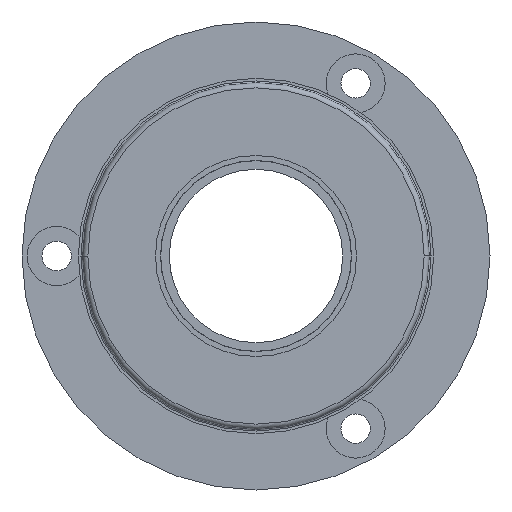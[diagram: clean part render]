
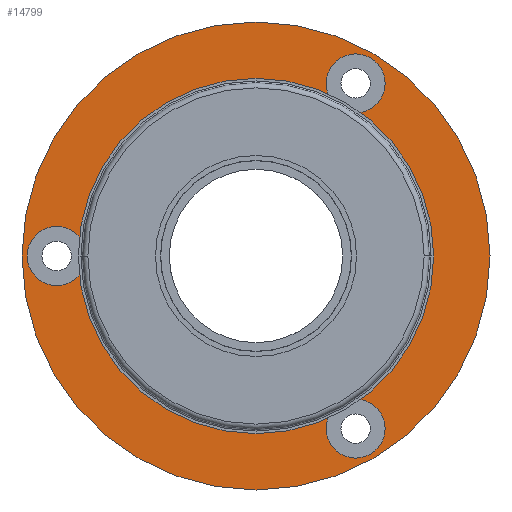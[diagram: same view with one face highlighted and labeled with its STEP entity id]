
A CAD part, left-side view. The second image highlights one B-rep face of the part: STEP entity #14799.
In plain terms, the highlighted planar face has unit normal (-1, 0, 0).
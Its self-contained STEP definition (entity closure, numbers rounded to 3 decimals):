
#1172 = EDGE_LOOP ( 'NONE', ( #15824, #21855 ) ) ;
#1348 = VERTEX_POINT ( 'NONE', #30047 ) ;
#1710 = EDGE_CURVE ( 'NONE', #6285, #18233, #2342, .T. ) ;
#1914 = DIRECTION ( 'NONE',  ( 0., -1., 0. ) ) ;
#1957 = DIRECTION ( 'NONE',  ( 0., 1., 0. ) ) ;
#2113 = PLANE ( 'NONE',  #37083 ) ;
#2123 = DIRECTION ( 'NONE',  ( 0., 1., 0. ) ) ;
#2274 = DIRECTION ( 'NONE',  ( 1., 0., 0. ) ) ;
#2315 = VERTEX_POINT ( 'NONE', #19449 ) ;
#2342 = CIRCLE ( 'NONE', #33486, 1.7 ) ;
#2508 = DIRECTION ( 'NONE',  ( 1., 0., 0. ) ) ;
#3292 = DIRECTION ( 'NONE',  ( 1., 0., 0. ) ) ;
#3330 = DIRECTION ( 'NONE',  ( 0., 1., 0. ) ) ;
#3706 = EDGE_CURVE ( 'NONE', #18233, #6285, #38182, .T. ) ;
#4408 = EDGE_CURVE ( 'NONE', #34005, #2315, #17382, .T. ) ;
#4562 = CARTESIAN_POINT ( 'NONE',  ( 2.8, 11.5, 0. ) ) ;
#5117 = CARTESIAN_POINT ( 'NONE',  ( 2.8, -5.75, 9.959 ) ) ;
#6142 = ORIENTED_EDGE ( 'NONE', *, *, #1710, .T. ) ;
#6285 = VERTEX_POINT ( 'NONE', #8383 ) ;
#6353 = CARTESIAN_POINT ( 'NONE',  ( 2.8, -5.75, 9.959 ) ) ;
#6388 = DIRECTION ( 'NONE',  ( 0., 1., 0. ) ) ;
#6574 = EDGE_LOOP ( 'NONE', ( #9308, #9129 ) ) ;
#6749 = ORIENTED_EDGE ( 'NONE', *, *, #10398, .T. ) ;
#7707 = AXIS2_PLACEMENT_3D ( 'NONE', #28555, #19176, #6388 ) ;
#7793 = DIRECTION ( 'NONE',  ( 0., 1., 0. ) ) ;
#8366 = CARTESIAN_POINT ( 'NONE',  ( 2.8, 13.5, 0. ) ) ;
#8383 = CARTESIAN_POINT ( 'NONE',  ( 2.8, 9.8, 0. ) ) ;
#8794 = ORIENTED_EDGE ( 'NONE', *, *, #13332, .F. ) ;
#8985 = CIRCLE ( 'NONE', #31739, 1.7 ) ;
#9129 = ORIENTED_EDGE ( 'NONE', *, *, #13568, .T. ) ;
#9308 = ORIENTED_EDGE ( 'NONE', *, *, #25980, .T. ) ;
#9777 = CIRCLE ( 'NONE', #22808, 1.7 ) ;
#10398 = EDGE_CURVE ( 'NONE', #1348, #39280, #16763, .T. ) ;
#11403 = DIRECTION ( 'NONE',  ( 0., 1., 0. ) ) ;
#12222 = ORIENTED_EDGE ( 'NONE', *, *, #31705, .F. ) ;
#12306 = CIRCLE ( 'NONE', #17505, 1.7 ) ;
#13332 = EDGE_CURVE ( 'NONE', #24838, #38393, #23423, .T. ) ;
#13508 = CARTESIAN_POINT ( 'NONE',  ( 2.8, -13.5, 0. ) ) ;
#13568 = EDGE_CURVE ( 'NONE', #25251, #21302, #9777, .T. ) ;
#14081 = FACE_OUTER_BOUND ( 'NONE', #34105, .T. ) ;
#14683 = CARTESIAN_POINT ( 'NONE',  ( 2.8, 0., 0. ) ) ;
#14799 = ADVANCED_FACE ( 'NONE', ( #20583, #23473, #26124, #35673, #14081 ), #2113, .T. ) ;
#15568 = CIRCLE ( 'NONE', #38372, 13.5 ) ;
#15824 = ORIENTED_EDGE ( 'NONE', *, *, #4408, .T. ) ;
#16763 = CIRCLE ( 'NONE', #7707, 7.5 ) ;
#17382 = CIRCLE ( 'NONE', #25851, 1.7 ) ;
#17384 = DIRECTION ( 'NONE',  ( 1., 0., 0. ) ) ;
#17505 = AXIS2_PLACEMENT_3D ( 'NONE', #30277, #17870, #35600 ) ;
#17870 = DIRECTION ( 'NONE',  ( 1., 0., 0. ) ) ;
#18077 = AXIS2_PLACEMENT_3D ( 'NONE', #25271, #33833, #3330 ) ;
#18233 = VERTEX_POINT ( 'NONE', #25353 ) ;
#19176 = DIRECTION ( 'NONE',  ( 1., 0., 0. ) ) ;
#19449 = CARTESIAN_POINT ( 'NONE',  ( 2.8, -4.05, -9.959 ) ) ;
#20184 = DIRECTION ( 'NONE',  ( 1., 0., 0. ) ) ;
#20426 = CARTESIAN_POINT ( 'NONE',  ( 2.8, 11.5, 0. ) ) ;
#20583 = FACE_BOUND ( 'NONE', #22232, .T. ) ;
#21302 = VERTEX_POINT ( 'NONE', #25678 ) ;
#21855 = ORIENTED_EDGE ( 'NONE', *, *, #40059, .T. ) ;
#21916 = AXIS2_PLACEMENT_3D ( 'NONE', #4562, #20184, #7793 ) ;
#22232 = EDGE_LOOP ( 'NONE', ( #6142, #35848 ) ) ;
#22639 = CARTESIAN_POINT ( 'NONE',  ( 2.8, -7.5, 0. ) ) ;
#22808 = AXIS2_PLACEMENT_3D ( 'NONE', #6353, #25268, #34633 ) ;
#23288 = CIRCLE ( 'NONE', #18077, 7.5 ) ;
#23423 = CIRCLE ( 'NONE', #24064, 13.5 ) ;
#23473 = FACE_BOUND ( 'NONE', #1172, .T. ) ;
#24064 = AXIS2_PLACEMENT_3D ( 'NONE', #14683, #36696, #2123 ) ;
#24838 = VERTEX_POINT ( 'NONE', #13508 ) ;
#25251 = VERTEX_POINT ( 'NONE', #25882 ) ;
#25268 = DIRECTION ( 'NONE',  ( 1., 0., 0. ) ) ;
#25271 = CARTESIAN_POINT ( 'NONE',  ( 2.8, 0., 0. ) ) ;
#25353 = CARTESIAN_POINT ( 'NONE',  ( 2.8, 13.2, 0. ) ) ;
#25678 = CARTESIAN_POINT ( 'NONE',  ( 2.8, -7.45, 9.959 ) ) ;
#25851 = AXIS2_PLACEMENT_3D ( 'NONE', #30339, #2508, #26509 ) ;
#25882 = CARTESIAN_POINT ( 'NONE',  ( 2.8, -4.05, 9.959 ) ) ;
#25980 = EDGE_CURVE ( 'NONE', #21302, #25251, #8985, .T. ) ;
#26124 = FACE_BOUND ( 'NONE', #6574, .T. ) ;
#26509 = DIRECTION ( 'NONE',  ( 0., 1., 0. ) ) ;
#26851 = CARTESIAN_POINT ( 'NONE',  ( 2.8, -7.45, -9.959 ) ) ;
#28555 = CARTESIAN_POINT ( 'NONE',  ( 2.8, 0., 0. ) ) ;
#30047 = CARTESIAN_POINT ( 'NONE',  ( 2.8, 7.5, 0. ) ) ;
#30277 = CARTESIAN_POINT ( 'NONE',  ( 2.8, -5.75, -9.959 ) ) ;
#30339 = CARTESIAN_POINT ( 'NONE',  ( 2.8, -5.75, -9.959 ) ) ;
#31705 = EDGE_CURVE ( 'NONE', #38393, #24838, #15568, .T. ) ;
#31739 = AXIS2_PLACEMENT_3D ( 'NONE', #5117, #2274, #11403 ) ;
#32635 = CARTESIAN_POINT ( 'NONE',  ( 2.8, 7.5, 0. ) ) ;
#33486 = AXIS2_PLACEMENT_3D ( 'NONE', #20426, #17384, #1957 ) ;
#33833 = DIRECTION ( 'NONE',  ( 1., 0., 0. ) ) ;
#34005 = VERTEX_POINT ( 'NONE', #26851 ) ;
#34105 = EDGE_LOOP ( 'NONE', ( #12222, #8794 ) ) ;
#34496 = ORIENTED_EDGE ( 'NONE', *, *, #38160, .T. ) ;
#34601 = CARTESIAN_POINT ( 'NONE',  ( 2.8, 0., 0. ) ) ;
#34633 = DIRECTION ( 'NONE',  ( 0., 1., 0. ) ) ;
#35280 = DIRECTION ( 'NONE',  ( -1., 0., 0. ) ) ;
#35600 = DIRECTION ( 'NONE',  ( 0., 1., 0. ) ) ;
#35673 = FACE_BOUND ( 'NONE', #38804, .T. ) ;
#35848 = ORIENTED_EDGE ( 'NONE', *, *, #3706, .T. ) ;
#36696 = DIRECTION ( 'NONE',  ( 1., 0., 0. ) ) ;
#37083 = AXIS2_PLACEMENT_3D ( 'NONE', #32635, #35280, #1914 ) ;
#37462 = DIRECTION ( 'NONE',  ( 0., 1., 0. ) ) ;
#38160 = EDGE_CURVE ( 'NONE', #39280, #1348, #23288, .T. ) ;
#38182 = CIRCLE ( 'NONE', #21916, 1.7 ) ;
#38372 = AXIS2_PLACEMENT_3D ( 'NONE', #34601, #3292, #37462 ) ;
#38393 = VERTEX_POINT ( 'NONE', #8366 ) ;
#38804 = EDGE_LOOP ( 'NONE', ( #6749, #34496 ) ) ;
#39280 = VERTEX_POINT ( 'NONE', #22639 ) ;
#40059 = EDGE_CURVE ( 'NONE', #2315, #34005, #12306, .T. ) ;
